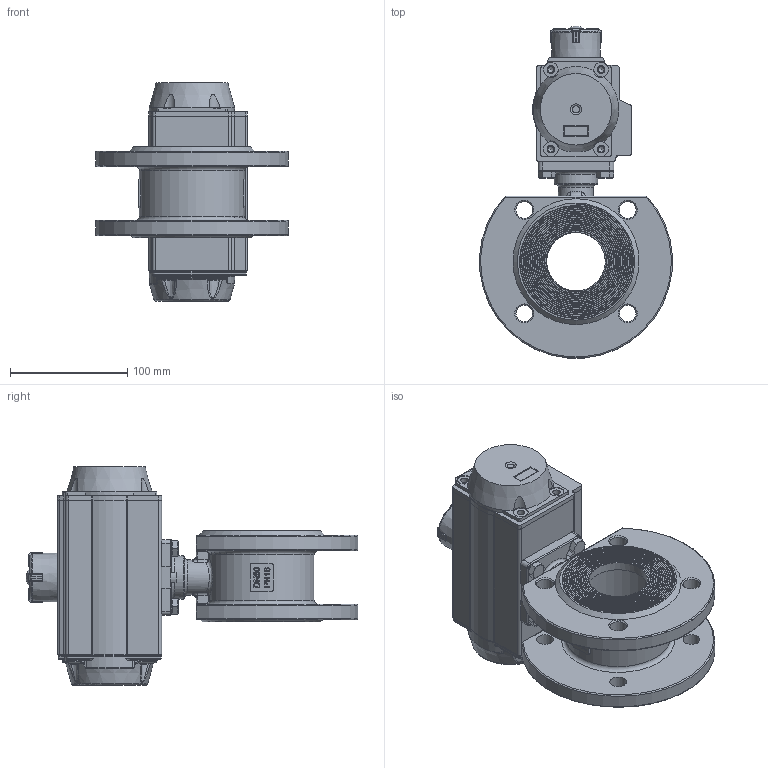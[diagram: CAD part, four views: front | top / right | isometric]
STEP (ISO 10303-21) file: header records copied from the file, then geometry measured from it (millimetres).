
FILE_DESCRIPTION(/* description */ ('Unknown'),/* implementation_level */ '2;1');
FILE_NAME(/* name */ 'PD03 0939-09',/* time_stamp */ '2025-02-25T13:33:45+01:00',/* author */ ('Unknown'),/* organization */ ('Unknown'),/* preprocessor_version */ 'ST-DEVELOPER v19.4',/* originating_system */ 'Solid Edge',/* authorisation */ 'Unknown');
FILE_SCHEMA (('AUTOMOTIVE_DESIGN {1 0 10303 214 3 1 1}'));
Products named in the file (18): PD03 0939-09; 939-09_(8M.460.050); Body; Stem; Cap; Nut Stopper; Small hex thin nuts-Fine pitch thread GB_GB_FASTENER_NUT_SSFNTT B M20
X1.0-N; DIN 933 M8x22 A2-70 BLK_EDST; PD03_PE02; vt65-2016-06-25; Optische Anzeige; ______; ________(___________; cup head nib bolts with large head gb_GB_FASTENER_BOLT_CHNBW M6X25-N; ____65______ ______; VT65_____________MIR; zhou65; VTE65____
Assembly tree (24 placements, depth 4):
  PD03 0939-09
    939-09_(8M.460.050)
      Body
      Stem
      Cap
      Nut Stopper
      Small hex thin nuts-Fine pitch thread GB_GB_FASTENER_NUT_SSFNTT B M20
X1.0-N
    DIN 933 M8x22 A2-70 BLK_EDST  x4
    PD03_PE02
      vt65-2016-06-25
      Optische Anzeige
        ______
        ________(___________  x4
        cup head nib bolts with large head gb_GB_FASTENER_BOLT_CHNBW M6X25-N
      ____65______ ______  x2
      VT65_____________MIR
      zhou65
      VTE65____
Bounding box: 164.71 x 283.5 x 186.5 mm (x, y, z)
Volume: 1236121 mm3; surface area: 362742.9 mm2
Topology: 22 solids, 22 shells, 2705 faces, 6774 edges, 4213 vertices
Faces by surface type: plane 903, cylinder 772, bspline 556, torus 285, cone 156, sphere 33
Full cylindrical faces by diameter (mm): 3 x16, 3.3 x8, 4.134 x8, 4.66 x1, 4.917 x15, 5 x1, 6 x6, 6.2 x1, 6.5 x4, 6.647 x4, 8 x4, 10 x8, 11 x1, 11.4 x1, 11.445 x2, 12 x1, 12.5 x2, 12.9 x1, 13 x6, 13.4 x1, 14 x5, 14.2 x8, 15 x1, 16.2 x18, 17 x2, 18 x3, 18.1 x1, 18.917 x1, 20 x2, 22.5 x2
Entity records: 107464 total; most frequent: CARTESIAN_POINT 61313, ORIENTED_EDGE 9898, DIRECTION 8256, EDGE_CURVE 4949, VERTEX_POINT 3299, AXIS2_PLACEMENT_3D 3138, FACE_BOUND 2614, EDGE_LOOP 2594
